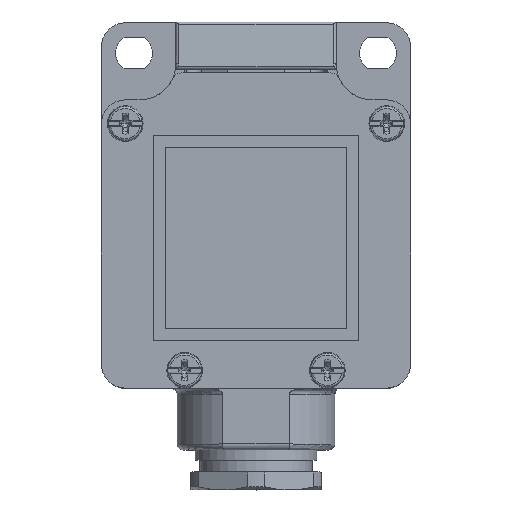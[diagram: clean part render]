
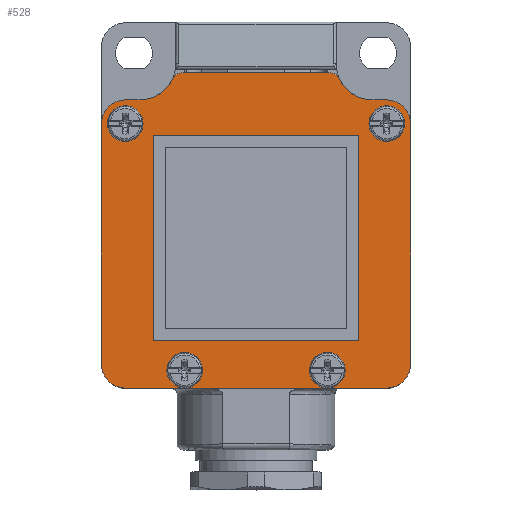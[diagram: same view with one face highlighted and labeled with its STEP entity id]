
A CAD part, top view. The second image highlights one B-rep face of the part: STEP entity #528.
In plain terms, the highlighted planar face has unit normal (0, 0, 1).
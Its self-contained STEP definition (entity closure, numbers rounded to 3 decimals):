
#528=ADVANCED_FACE('',(#1649,#1650,#1651,#1652,#1653,#1654),#1655,.T.);
#1649=FACE_OUTER_BOUND('',#5838,.T.);
#1650=FACE_BOUND('',#5839,.T.);
#1651=FACE_BOUND('',#5840,.T.);
#1652=FACE_BOUND('',#5841,.T.);
#1653=FACE_BOUND('',#5842,.T.);
#1654=FACE_BOUND('',#5843,.T.);
#1655=PLANE('',#5844);
#5838=EDGE_LOOP('',(#9736,#9737,#9738,#9739,#9740,#9741,#9742,#9743,#9744,#9745,#9746,#9747,#9748,#9749));
#5839=EDGE_LOOP('',(#9750,#9751));
#5840=EDGE_LOOP('',(#9752,#9753));
#5841=EDGE_LOOP('',(#9754,#9755));
#5842=EDGE_LOOP('',(#9756,#9757));
#5843=EDGE_LOOP('',(#9758,#9759,#9760,#9761));
#5844=AXIS2_PLACEMENT_3D('',#9762,#9763,#9764);
#9736=ORIENTED_EDGE('',*,*,#12906,.F.);
#9737=ORIENTED_EDGE('',*,*,#12907,.T.);
#9738=ORIENTED_EDGE('',*,*,#12908,.T.);
#9739=ORIENTED_EDGE('',*,*,#12909,.T.);
#9740=ORIENTED_EDGE('',*,*,#12910,.T.);
#9741=ORIENTED_EDGE('',*,*,#12911,.T.);
#9742=ORIENTED_EDGE('',*,*,#12912,.T.);
#9743=ORIENTED_EDGE('',*,*,#12913,.T.);
#9744=ORIENTED_EDGE('',*,*,#12914,.T.);
#9745=ORIENTED_EDGE('',*,*,#12915,.T.);
#9746=ORIENTED_EDGE('',*,*,#12916,.F.);
#9747=ORIENTED_EDGE('',*,*,#12917,.T.);
#9748=ORIENTED_EDGE('',*,*,#12918,.T.);
#9749=ORIENTED_EDGE('',*,*,#12919,.T.);
#9750=ORIENTED_EDGE('',*,*,#12870,.F.);
#9751=ORIENTED_EDGE('',*,*,#12920,.F.);
#9752=ORIENTED_EDGE('',*,*,#12878,.F.);
#9753=ORIENTED_EDGE('',*,*,#12921,.F.);
#9754=ORIENTED_EDGE('',*,*,#12905,.T.);
#9755=ORIENTED_EDGE('',*,*,#12895,.T.);
#9756=ORIENTED_EDGE('',*,*,#12886,.T.);
#9757=ORIENTED_EDGE('',*,*,#12922,.T.);
#9758=ORIENTED_EDGE('',*,*,#12923,.T.);
#9759=ORIENTED_EDGE('',*,*,#12924,.T.);
#9760=ORIENTED_EDGE('',*,*,#12925,.T.);
#9761=ORIENTED_EDGE('',*,*,#12926,.T.);
#9762=CARTESIAN_POINT('',(0.0,26.55,14.0));
#9763=DIRECTION('',(0.0,0.0,1.0));
#9764=DIRECTION('',(1.0,0.0,0.0));
#12870=EDGE_CURVE('',#15310,#15313,#15314,.T.);
#12878=EDGE_CURVE('',#15324,#15327,#15328,.T.);
#12886=EDGE_CURVE('',#15341,#15338,#15342,.T.);
#12895=EDGE_CURVE('',#15358,#15355,#15359,.T.);
#12905=EDGE_CURVE('',#15355,#15358,#15374,.T.);
#12906=EDGE_CURVE('',#15375,#15376,#15377,.T.);
#12907=EDGE_CURVE('',#15375,#15378,#15379,.T.);
#12908=EDGE_CURVE('',#15378,#15380,#15381,.T.);
#12909=EDGE_CURVE('',#15380,#15382,#15383,.T.);
#12910=EDGE_CURVE('',#15382,#15384,#15385,.T.);
#12911=EDGE_CURVE('',#15384,#15386,#15387,.T.);
#12912=EDGE_CURVE('',#15386,#15388,#15389,.T.);
#12913=EDGE_CURVE('',#15388,#15390,#15391,.T.);
#12914=EDGE_CURVE('',#15390,#15392,#15393,.T.);
#12915=EDGE_CURVE('',#15392,#15394,#15395,.T.);
#12916=EDGE_CURVE('',#15396,#15394,#15397,.T.);
#12917=EDGE_CURVE('',#15396,#15398,#15399,.T.);
#12918=EDGE_CURVE('',#15398,#15400,#15401,.T.);
#12919=EDGE_CURVE('',#15400,#15376,#15402,.T.);
#12920=EDGE_CURVE('',#15313,#15310,#15403,.T.);
#12921=EDGE_CURVE('',#15327,#15324,#15404,.T.);
#12922=EDGE_CURVE('',#15338,#15341,#15405,.T.);
#12923=EDGE_CURVE('',#15406,#15407,#15408,.T.);
#12924=EDGE_CURVE('',#15407,#15409,#15410,.T.);
#12925=EDGE_CURVE('',#15409,#15411,#15412,.T.);
#12926=EDGE_CURVE('',#15411,#15406,#15413,.T.);
#15310=VERTEX_POINT('',#19761);
#15313=VERTEX_POINT('',#19765);
#15314=CIRCLE('',#19766,1.857);
#15324=VERTEX_POINT('',#19779);
#15327=VERTEX_POINT('',#19783);
#15328=CIRCLE('',#19784,1.857);
#15338=VERTEX_POINT('',#19797);
#15341=VERTEX_POINT('',#19801);
#15342=CIRCLE('',#19802,1.857);
#15355=VERTEX_POINT('',#19818);
#15358=VERTEX_POINT('',#19822);
#15359=CIRCLE('',#19823,1.857);
#15374=CIRCLE('',#19841,1.857);
#15375=VERTEX_POINT('',#19842);
#15376=VERTEX_POINT('',#19843);
#15377=CIRCLE('',#19844,6.0);
#15378=VERTEX_POINT('',#19845);
#15379=LINE('',#19846,#19847);
#15380=VERTEX_POINT('',#19848);
#15381=CIRCLE('',#19849,4.0);
#15382=VERTEX_POINT('',#19850);
#15383=LINE('',#19851,#19852);
#15384=VERTEX_POINT('',#19853);
#15385=CIRCLE('',#19854,4.0);
#15386=VERTEX_POINT('',#19855);
#15387=LINE('',#19856,#19857);
#15388=VERTEX_POINT('',#19858);
#15389=CIRCLE('',#19859,4.0);
#15390=VERTEX_POINT('',#19860);
#15391=LINE('',#19861,#19862);
#15392=VERTEX_POINT('',#19863);
#15393=CIRCLE('',#19864,4.0);
#15394=VERTEX_POINT('',#19865);
#15395=LINE('',#19866,#19867);
#15396=VERTEX_POINT('',#19868);
#15397=CIRCLE('',#19869,6.0);
#15398=VERTEX_POINT('',#19870);
#15399=CIRCLE('',#19871,2.0);
#15400=VERTEX_POINT('',#19872);
#15401=LINE('',#19873,#19874);
#15402=CIRCLE('',#19875,2.0);
#15403=CIRCLE('',#19876,1.857);
#15404=CIRCLE('',#19877,1.857);
#15405=CIRCLE('',#19878,1.857);
#15406=VERTEX_POINT('',#19879);
#15407=VERTEX_POINT('',#19880);
#15408=LINE('',#19881,#19882);
#15409=VERTEX_POINT('',#19883);
#15410=LINE('',#19884,#19885);
#15411=VERTEX_POINT('',#19886);
#15412=LINE('',#19887,#19888);
#15413=LINE('',#19889,#19890);
#19761=CARTESIAN_POINT('',(-20.143,44.5,14.0));
#19765=CARTESIAN_POINT('',(-23.857,44.5,14.0));
#19766=AXIS2_PLACEMENT_3D('',#23654,#23655,#23656);
#19779=CARTESIAN_POINT('',(23.857,44.5,14.0));
#19783=CARTESIAN_POINT('',(20.143,44.5,14.0));
#19784=AXIS2_PLACEMENT_3D('',#23670,#23671,#23672);
#19797=CARTESIAN_POINT('',(-12.0,1.143,14.0));
#19801=CARTESIAN_POINT('',(-12.0,4.857,14.0));
#19802=AXIS2_PLACEMENT_3D('',#23686,#23687,#23688);
#19818=CARTESIAN_POINT('',(12.0,1.143,14.0));
#19822=CARTESIAN_POINT('',(12.0,4.857,14.0));
#19823=AXIS2_PLACEMENT_3D('',#23705,#23706,#23707);
#19841=AXIS2_PLACEMENT_3D('',#23729,#23730,#23731);
#19842=CARTESIAN_POINT('',(-19.5,48.5,14.0));
#19843=CARTESIAN_POINT('',(-14.069,51.95,14.0));
#19844=AXIS2_PLACEMENT_3D('',#23732,#23733,#23734);
#19845=CARTESIAN_POINT('',(-22.0,48.5,14.0));
#19846=CARTESIAN_POINT('',(-19.5,48.5,14.0));
#19847=VECTOR('',#23735,2.5);
#19848=CARTESIAN_POINT('',(-26.0,44.5,14.0));
#19849=AXIS2_PLACEMENT_3D('',#23736,#23737,#23738);
#19850=CARTESIAN_POINT('',(-26.0,4.0,14.0));
#19851=CARTESIAN_POINT('',(-26.0,44.5,14.0));
#19852=VECTOR('',#23739,40.5);
#19853=CARTESIAN_POINT('',(-22.0,0.0,14.0));
#19854=AXIS2_PLACEMENT_3D('',#23740,#23741,#23742);
#19855=CARTESIAN_POINT('',(22.0,0.0,14.0));
#19856=CARTESIAN_POINT('',(-22.0,0.0,14.0));
#19857=VECTOR('',#23743,44.0);
#19858=CARTESIAN_POINT('',(26.0,4.0,14.0));
#19859=AXIS2_PLACEMENT_3D('',#23744,#23745,#23746);
#19860=CARTESIAN_POINT('',(26.0,44.5,14.0));
#19861=CARTESIAN_POINT('',(26.0,4.0,14.0));
#19862=VECTOR('',#23747,40.5);
#19863=CARTESIAN_POINT('',(22.0,48.5,14.0));
#19864=AXIS2_PLACEMENT_3D('',#23748,#23749,#23750);
#19865=CARTESIAN_POINT('',(19.5,48.5,14.0));
#19866=CARTESIAN_POINT('',(22.0,48.5,14.0));
#19867=VECTOR('',#23751,2.5);
#19868=CARTESIAN_POINT('',(14.069,51.95,14.0));
#19869=AXIS2_PLACEMENT_3D('',#23752,#23753,#23754);
#19870=CARTESIAN_POINT('',(12.258,53.1,14.0));
#19871=AXIS2_PLACEMENT_3D('',#23755,#23756,#23757);
#19872=CARTESIAN_POINT('',(-12.258,53.1,14.0));
#19873=CARTESIAN_POINT('',(12.258,53.1,14.0));
#19874=VECTOR('',#23758,24.517);
#19875=AXIS2_PLACEMENT_3D('',#23759,#23760,#23761);
#19876=AXIS2_PLACEMENT_3D('',#23762,#23763,#23764);
#19877=AXIS2_PLACEMENT_3D('',#23765,#23766,#23767);
#19878=AXIS2_PLACEMENT_3D('',#23768,#23769,#23770);
#19879=CARTESIAN_POINT('',(-17.25,42.5,14.0));
#19880=CARTESIAN_POINT('',(17.25,42.5,14.0));
#19881=CARTESIAN_POINT('',(-17.25,42.5,14.0));
#19882=VECTOR('',#23771,34.5);
#19883=CARTESIAN_POINT('',(17.25,8.0,14.0));
#19884=CARTESIAN_POINT('',(17.25,42.5,14.0));
#19885=VECTOR('',#23772,34.5);
#19886=CARTESIAN_POINT('',(-17.25,8.0,14.0));
#19887=CARTESIAN_POINT('',(17.25,8.0,14.0));
#19888=VECTOR('',#23773,34.5);
#19889=CARTESIAN_POINT('',(-17.25,8.0,14.0));
#19890=VECTOR('',#23774,34.5);
#23654=CARTESIAN_POINT('',(-22.0,44.5,14.0));
#23655=DIRECTION('',(0.0,0.0,1.0));
#23656=DIRECTION('',(1.0,0.0,0.0));
#23670=CARTESIAN_POINT('',(22.0,44.5,14.0));
#23671=DIRECTION('',(0.0,0.0,1.0));
#23672=DIRECTION('',(1.0,0.0,0.0));
#23686=CARTESIAN_POINT('',(-12.0,3.0,14.0));
#23687=DIRECTION('',(0.0,0.0,-1.0));
#23688=DIRECTION('',(0.0,1.0,0.0));
#23705=CARTESIAN_POINT('',(12.0,3.0,14.0));
#23706=DIRECTION('',(0.0,0.0,-1.0));
#23707=DIRECTION('',(0.0,1.0,0.0));
#23729=CARTESIAN_POINT('',(12.0,3.0,14.0));
#23730=DIRECTION('',(0.0,0.0,-1.0));
#23731=DIRECTION('',(0.0,1.0,0.0));
#23732=CARTESIAN_POINT('',(-19.5,54.5,14.0));
#23733=DIRECTION('',(0.0,0.0,1.0));
#23734=DIRECTION('',(0.0,-1.0,0.0));
#23735=DIRECTION('',(-1.0,0.0,0.0));
#23736=CARTESIAN_POINT('',(-22.0,44.5,14.0));
#23737=DIRECTION('',(0.0,-0.0,1.0));
#23738=DIRECTION('',(0.0,1.0,0.0));
#23739=DIRECTION('',(0.0,-1.0,0.0));
#23740=CARTESIAN_POINT('',(-22.0,4.0,14.0));
#23741=DIRECTION('',(0.0,0.0,1.0));
#23742=DIRECTION('',(-1.0,0.0,0.0));
#23743=DIRECTION('',(1.0,0.0,0.0));
#23744=CARTESIAN_POINT('',(22.0,4.0,14.0));
#23745=DIRECTION('',(0.0,0.0,1.0));
#23746=DIRECTION('',(0.0,-1.0,0.0));
#23747=DIRECTION('',(0.0,1.0,0.0));
#23748=CARTESIAN_POINT('',(22.0,44.5,14.0));
#23749=DIRECTION('',(0.0,0.0,1.0));
#23750=DIRECTION('',(1.0,0.0,0.0));
#23751=DIRECTION('',(-1.0,0.0,0.0));
#23752=CARTESIAN_POINT('',(19.5,54.5,14.0));
#23753=DIRECTION('',(0.0,0.0,1.0));
#23754=DIRECTION('',(-0.905,-0.425,0.0));
#23755=CARTESIAN_POINT('',(12.258,51.1,14.0));
#23756=DIRECTION('',(0.0,-0.0,1.0));
#23757=DIRECTION('',(0.905,0.425,0.0));
#23758=DIRECTION('',(-1.0,0.0,0.0));
#23759=CARTESIAN_POINT('',(-12.258,51.1,14.0));
#23760=DIRECTION('',(0.0,-0.0,1.0));
#23761=DIRECTION('',(0.0,1.0,0.0));
#23762=CARTESIAN_POINT('',(-22.0,44.5,14.0));
#23763=DIRECTION('',(0.0,0.0,1.0));
#23764=DIRECTION('',(1.0,0.0,0.0));
#23765=CARTESIAN_POINT('',(22.0,44.5,14.0));
#23766=DIRECTION('',(0.0,0.0,1.0));
#23767=DIRECTION('',(1.0,0.0,0.0));
#23768=CARTESIAN_POINT('',(-12.0,3.0,14.0));
#23769=DIRECTION('',(0.0,0.0,-1.0));
#23770=DIRECTION('',(0.0,1.0,0.0));
#23771=DIRECTION('',(1.0,0.0,0.0));
#23772=DIRECTION('',(0.0,-1.0,0.0));
#23773=DIRECTION('',(-1.0,0.0,0.0));
#23774=DIRECTION('',(0.0,1.0,0.0));
